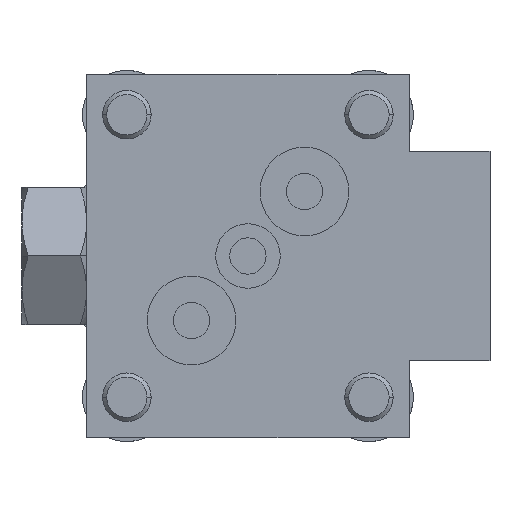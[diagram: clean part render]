
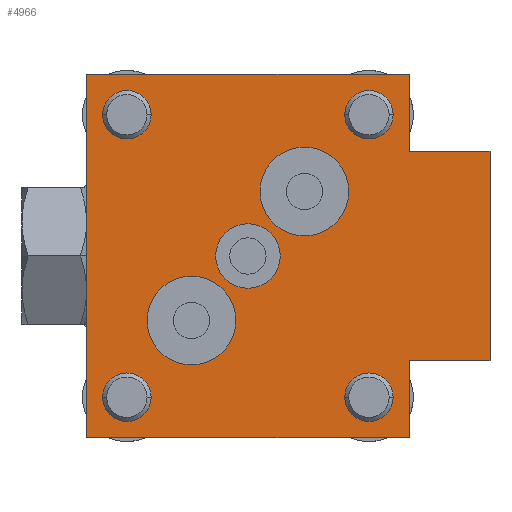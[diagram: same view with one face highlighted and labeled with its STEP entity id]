
A CAD part, front view. The second image highlights one B-rep face of the part: STEP entity #4966.
In plain terms, the highlighted planar face has unit normal (0, -1, 0).
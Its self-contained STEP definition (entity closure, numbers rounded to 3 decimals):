
#251=DIRECTION('',(-1.,0.,0.));
#252=VECTOR('',#251,10.);
#253=CARTESIAN_POINT('',(30.,-20.,-13.));
#254=LINE('',#253,#252);
#661=DIRECTION('',(0.,0.,1.));
#662=VECTOR('',#661,9.5);
#663=CARTESIAN_POINT('',(20.,-20.,13.));
#664=LINE('',#663,#662);
#668=DIRECTION('',(-1.,0.,0.));
#669=VECTOR('',#668,10.);
#670=CARTESIAN_POINT('',(30.,-20.,13.));
#671=LINE('',#670,#669);
#675=DIRECTION('',(0.,0.,1.));
#676=VECTOR('',#675,26.);
#677=CARTESIAN_POINT('',(30.,-20.,-13.));
#678=LINE('',#677,#676);
#682=DIRECTION('',(0.,0.,1.));
#683=VECTOR('',#682,9.5);
#684=CARTESIAN_POINT('',(20.,-20.,-22.5));
#685=LINE('',#684,#683);
#689=DIRECTION('',(-1.,0.,0.));
#690=VECTOR('',#689,40.);
#691=CARTESIAN_POINT('',(20.,-20.,22.5));
#692=LINE('',#691,#690);
#696=CARTESIAN_POINT('',(0.,-20.,0.));
#697=DIRECTION('',(0.,-1.,0.));
#698=DIRECTION('',(-1.,0.,0.));
#699=AXIS2_PLACEMENT_3D('',#696,#697,#698);
#704=CARTESIAN_POINT('',(0.,-20.,0.));
#705=DIRECTION('',(0.,-1.,0.));
#706=DIRECTION('',(1.,0.,0.));
#707=AXIS2_PLACEMENT_3D('',#704,#705,#706);
#712=CARTESIAN_POINT('',(7.,-20.,8.));
#713=DIRECTION('',(0.,1.,0.));
#714=DIRECTION('',(1.,0.,0.));
#715=AXIS2_PLACEMENT_3D('',#712,#713,#714);
#720=CARTESIAN_POINT('',(7.,-20.,8.));
#721=DIRECTION('',(0.,1.,0.));
#722=DIRECTION('',(-1.,0.,0.));
#723=AXIS2_PLACEMENT_3D('',#720,#721,#722);
#728=CARTESIAN_POINT('',(-7.,-20.,-8.));
#729=DIRECTION('',(0.,1.,0.));
#730=DIRECTION('',(1.,0.,0.));
#731=AXIS2_PLACEMENT_3D('',#728,#729,#730);
#736=CARTESIAN_POINT('',(-7.,-20.,-8.));
#737=DIRECTION('',(0.,1.,0.));
#738=DIRECTION('',(-1.,0.,0.));
#739=AXIS2_PLACEMENT_3D('',#736,#737,#738);
#744=CARTESIAN_POINT('',(15.,-20.,-17.5));
#745=DIRECTION('',(0.,-1.,0.));
#746=DIRECTION('',(-1.,0.,0.));
#747=AXIS2_PLACEMENT_3D('',#744,#745,#746);
#752=CARTESIAN_POINT('',(15.,-20.,-17.5));
#753=DIRECTION('',(0.,1.,0.));
#754=DIRECTION('',(-1.,0.,0.));
#755=AXIS2_PLACEMENT_3D('',#752,#753,#754);
#760=CARTESIAN_POINT('',(-15.,-20.,-17.5));
#761=DIRECTION('',(0.,-1.,0.));
#762=DIRECTION('',(-1.,0.,0.));
#763=AXIS2_PLACEMENT_3D('',#760,#761,#762);
#768=CARTESIAN_POINT('',(-15.,-20.,-17.5));
#769=DIRECTION('',(0.,1.,0.));
#770=DIRECTION('',(-1.,0.,0.));
#771=AXIS2_PLACEMENT_3D('',#768,#769,#770);
#776=CARTESIAN_POINT('',(15.,-20.,17.5));
#777=DIRECTION('',(0.,-1.,0.));
#778=DIRECTION('',(-1.,0.,0.));
#779=AXIS2_PLACEMENT_3D('',#776,#777,#778);
#784=CARTESIAN_POINT('',(15.,-20.,17.5));
#785=DIRECTION('',(0.,1.,0.));
#786=DIRECTION('',(-1.,0.,0.));
#787=AXIS2_PLACEMENT_3D('',#784,#785,#786);
#792=CARTESIAN_POINT('',(-15.,-20.,17.5));
#793=DIRECTION('',(0.,-1.,0.));
#794=DIRECTION('',(-1.,0.,0.));
#795=AXIS2_PLACEMENT_3D('',#792,#793,#794);
#800=CARTESIAN_POINT('',(-15.,-20.,17.5));
#801=DIRECTION('',(0.,1.,0.));
#802=DIRECTION('',(-1.,0.,0.));
#803=AXIS2_PLACEMENT_3D('',#800,#801,#802);
#808=DIRECTION('',(-1.,0.,0.));
#809=VECTOR('',#808,40.);
#810=CARTESIAN_POINT('',(20.,-20.,-22.5));
#811=LINE('',#810,#809);
#1224=DIRECTION('',(0.,0.,1.));
#1225=VECTOR('',#1224,45.);
#1226=CARTESIAN_POINT('',(-20.,-20.,-22.5));
#1227=LINE('',#1226,#1225);
#3886=CARTESIAN_POINT('',(12.,-20.,17.5));
#3888=VERTEX_POINT('',#3886);
#3969=CARTESIAN_POINT('',(20.,-20.,22.5));
#3970=CARTESIAN_POINT('',(-20.,-20.,22.5));
#3971=VERTEX_POINT('',#3969);
#3972=VERTEX_POINT('',#3970);
#4054=CARTESIAN_POINT('',(-20.,-20.,-22.5));
#4055=VERTEX_POINT('',#4054);
#4068=CARTESIAN_POINT('',(-12.,-20.,-17.5));
#4070=VERTEX_POINT('',#4068);
#4095=CARTESIAN_POINT('',(20.,-20.,-22.5));
#4097=VERTEX_POINT('',#4095);
#4104=CARTESIAN_POINT('',(-18.,-20.,-17.5));
#4105=VERTEX_POINT('',#4104);
#4118=CARTESIAN_POINT('',(12.,-20.,-17.5));
#4119=VERTEX_POINT('',#4118);
#4128=CARTESIAN_POINT('',(18.,-20.,17.5));
#4129=VERTEX_POINT('',#4128);
#4142=CARTESIAN_POINT('',(-12.,-20.,17.5));
#4144=VERTEX_POINT('',#4142);
#4175=CARTESIAN_POINT('',(-18.,-20.,17.5));
#4177=VERTEX_POINT('',#4175);
#4210=CARTESIAN_POINT('',(18.,-20.,-17.5));
#4211=VERTEX_POINT('',#4210);
#4260=CARTESIAN_POINT('',(1.5,-20.,8.));
#4262=VERTEX_POINT('',#4260);
#4290=CARTESIAN_POINT('',(20.,-20.,13.));
#4292=VERTEX_POINT('',#4290);
#4355=CARTESIAN_POINT('',(30.,-20.,-13.));
#4356=CARTESIAN_POINT('',(30.,-20.,13.));
#4357=VERTEX_POINT('',#4355);
#4358=VERTEX_POINT('',#4356);
#4365=CARTESIAN_POINT('',(20.,-20.,-13.));
#4366=VERTEX_POINT('',#4365);
#4381=CARTESIAN_POINT('',(12.5,-20.,8.));
#4382=VERTEX_POINT('',#4381);
#4383=CARTESIAN_POINT('',(-1.5,-20.,-8.));
#4384=CARTESIAN_POINT('',(-12.5,-20.,-8.));
#4385=VERTEX_POINT('',#4383);
#4386=VERTEX_POINT('',#4384);
#4461=CARTESIAN_POINT('',(-4.,-20.,0.));
#4462=CARTESIAN_POINT('',(4.,-20.,0.));
#4463=VERTEX_POINT('',#4461);
#4464=VERTEX_POINT('',#4462);
#4906=CARTESIAN_POINT('',(-20.,-20.,22.5));
#4907=DIRECTION('',(0.,-1.,0.));
#4908=DIRECTION('',(-1.,0.,0.));
#4909=AXIS2_PLACEMENT_3D('',#4906,#4907,#4908);
#4910=PLANE('',#4909);
#4911=ORIENTED_EDGE('',*,*,#4851,.F.);
#4912=ORIENTED_EDGE('',*,*,#4873,.F.);
#4913=ORIENTED_EDGE('',*,*,#4899,.F.);
#4914=ORIENTED_EDGE('',*,*,#4579,.T.);
#4915=ORIENTED_EDGE('',*,*,#4565,.F.);
#4917=ORIENTED_EDGE('',*,*,#4916,.T.);
#4919=ORIENTED_EDGE('',*,*,#4918,.T.);
#4921=ORIENTED_EDGE('',*,*,#4920,.F.);
#4922=EDGE_LOOP('',(#4911,#4912,#4913,#4914,#4915,#4917,#4919,#4921));
#4923=FACE_OUTER_BOUND('',#4922,.F.);
#4925=ORIENTED_EDGE('',*,*,#4924,.T.);
#4927=ORIENTED_EDGE('',*,*,#4926,.T.);
#4928=EDGE_LOOP('',(#4925,#4927));
#4929=FACE_BOUND('',#4928,.F.);
#4931=ORIENTED_EDGE('',*,*,#4930,.F.);
#4933=ORIENTED_EDGE('',*,*,#4932,.F.);
#4934=EDGE_LOOP('',(#4931,#4933));
#4935=FACE_BOUND('',#4934,.F.);
#4937=ORIENTED_EDGE('',*,*,#4936,.F.);
#4939=ORIENTED_EDGE('',*,*,#4938,.F.);
#4940=EDGE_LOOP('',(#4937,#4939));
#4941=FACE_BOUND('',#4940,.F.);
#4943=ORIENTED_EDGE('',*,*,#4942,.T.);
#4945=ORIENTED_EDGE('',*,*,#4944,.F.);
#4946=EDGE_LOOP('',(#4943,#4945));
#4947=FACE_BOUND('',#4946,.F.);
#4949=ORIENTED_EDGE('',*,*,#4948,.T.);
#4951=ORIENTED_EDGE('',*,*,#4950,.F.);
#4952=EDGE_LOOP('',(#4949,#4951));
#4953=FACE_BOUND('',#4952,.F.);
#4955=ORIENTED_EDGE('',*,*,#4954,.T.);
#4957=ORIENTED_EDGE('',*,*,#4956,.F.);
#4958=EDGE_LOOP('',(#4955,#4957));
#4959=FACE_BOUND('',#4958,.F.);
#4961=ORIENTED_EDGE('',*,*,#4960,.T.);
#4963=ORIENTED_EDGE('',*,*,#4962,.F.);
#4964=EDGE_LOOP('',(#4961,#4963));
#4965=FACE_BOUND('',#4964,.F.);
#4966=ADVANCED_FACE('',(#4923,#4929,#4935,#4941,#4947,#4953,#4959,#4965),#4910,
.T.);
#700=CIRCLE('',#699,4.);
#708=CIRCLE('',#707,4.);
#716=CIRCLE('',#715,5.5);
#724=CIRCLE('',#723,5.5);
#732=CIRCLE('',#731,5.5);
#740=CIRCLE('',#739,5.5);
#748=CIRCLE('',#747,3.);
#756=CIRCLE('',#755,3.);
#764=CIRCLE('',#763,3.);
#772=CIRCLE('',#771,3.);
#780=CIRCLE('',#779,3.);
#788=CIRCLE('',#787,3.);
#796=CIRCLE('',#795,3.);
#804=CIRCLE('',#803,3.);
#4565=EDGE_CURVE('',#4097,#4366,#685,.T.);
#4579=EDGE_CURVE('',#4357,#4366,#254,.T.);
#4851=EDGE_CURVE('',#4292,#3971,#664,.T.);
#4873=EDGE_CURVE('',#4358,#4292,#671,.T.);
#4899=EDGE_CURVE('',#4357,#4358,#678,.T.);
#4916=EDGE_CURVE('',#4097,#4055,#811,.T.);
#4918=EDGE_CURVE('',#4055,#3972,#1227,.T.);
#4920=EDGE_CURVE('',#3971,#3972,#692,.T.);
#4924=EDGE_CURVE('',#4463,#4464,#700,.T.);
#4926=EDGE_CURVE('',#4464,#4463,#708,.T.);
#4930=EDGE_CURVE('',#4382,#4262,#716,.T.);
#4932=EDGE_CURVE('',#4262,#4382,#724,.T.);
#4936=EDGE_CURVE('',#4385,#4386,#732,.T.);
#4938=EDGE_CURVE('',#4386,#4385,#740,.T.);
#4942=EDGE_CURVE('',#4119,#4211,#748,.T.);
#4944=EDGE_CURVE('',#4119,#4211,#756,.T.);
#4948=EDGE_CURVE('',#4105,#4070,#764,.T.);
#4950=EDGE_CURVE('',#4105,#4070,#772,.T.);
#4954=EDGE_CURVE('',#3888,#4129,#780,.T.);
#4956=EDGE_CURVE('',#3888,#4129,#788,.T.);
#4960=EDGE_CURVE('',#4177,#4144,#796,.T.);
#4962=EDGE_CURVE('',#4177,#4144,#804,.T.);
